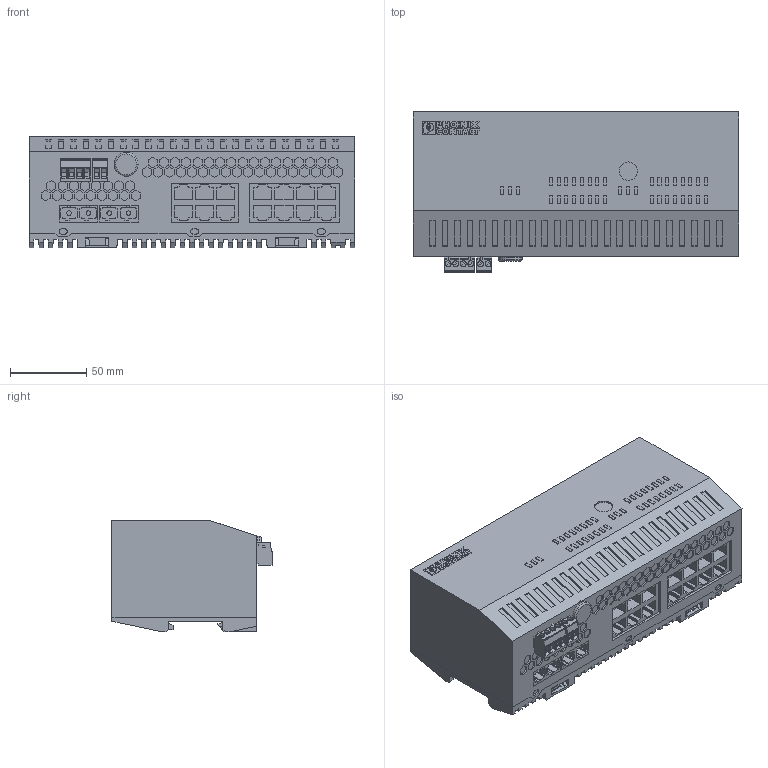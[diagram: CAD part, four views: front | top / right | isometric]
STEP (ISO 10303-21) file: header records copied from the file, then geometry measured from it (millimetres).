
FILE_DESCRIPTION(('SolidDesigner STEP Export'),'2;1');
FILE_NAME('2700997_FL_SWITCH_SMCS_14TX_2FX-select.stp','2012-11-17T10:38:57',(''),(''),'Creo Elements/Direct Modeling STEP processor for AP214 (Solid Model)','Creo Elements/Direct Modeling 18.1 06-May-2012 (C) Parametric Technology GmbH','');
FILE_SCHEMA(('AUTOMOTIVE_DESIGN { 1 0 10303 214 1 1 1 1 }'));
Products named in the file (5): MCS_GEH_14TX_2FX; Blindstopfen_13mm; MSTBT_2.5_2_ST_H.Select; MSTBT_2.5_4-ST_H.Select; 2700997_FL_SWITCH_SMCS_14TX_2FX-select
Assembly tree (4 placements, depth 2):
  2700997_FL_SWITCH_SMCS_14TX_2FX-select
    MSTBT_2.5_4-ST_H.Select
    MSTBT_2.5_2_ST_H.Select
    Blindstopfen_13mm
    MCS_GEH_14TX_2FX
Bounding box: 213.7 x 105.21 x 73.57 mm (x, y, z)
Volume: 1321846.4 mm3; surface area: 115924.1 mm2
Topology: 4 solids, 4 shells, 3366 faces, 8800 edges, 5844 vertices
Faces by surface type: plane 3188, cylinder 174, torus 4
Entity records: 123656 total; most frequent: ORIENTED_EDGE 17600, CARTESIAN_POINT 17375, DIRECTION 14687, EDGE_CURVE 8800, VECTOR 8375, LINE 8375, VERTEX_POINT 5844, EDGE_LOOP 3780
